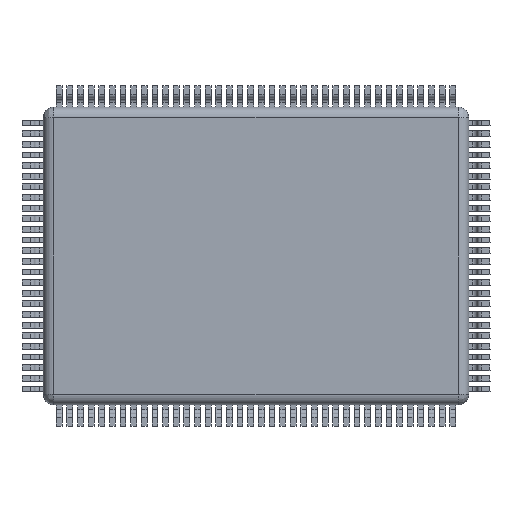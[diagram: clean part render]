
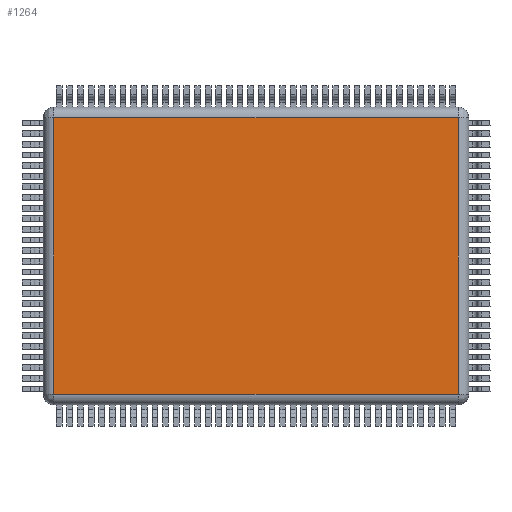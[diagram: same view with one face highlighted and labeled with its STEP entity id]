
A CAD part, front view. The second image highlights one B-rep face of the part: STEP entity #1264.
In plain terms, the highlighted planar face has unit normal (0, -1, 0).
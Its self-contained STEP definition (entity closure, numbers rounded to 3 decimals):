
#53 = CARTESIAN_POINT ( 'NONE',  ( -9.5, 0., -6.5 ) ) ;
#76 = DIRECTION ( 'NONE',  ( 0., 0., 1. ) ) ;
#96 = LINE ( 'NONE', #2179, #1103 ) ;
#188 = EDGE_LOOP ( 'NONE', ( #1149, #2683, #2750, #2355 ) ) ;
#366 = EDGE_CURVE ( 'NONE', #1308, #2633, #1882, .T. ) ;
#449 = CARTESIAN_POINT ( 'NONE',  ( -9.5, 0., 6.5 ) ) ;
#451 = EDGE_CURVE ( 'NONE', #2633, #937, #96, .T. ) ;
#529 = LINE ( 'NONE', #2126, #3101 ) ;
#604 = DIRECTION ( 'NONE',  ( 0., -1., 0. ) ) ;
#937 = VERTEX_POINT ( 'NONE', #53 ) ;
#1024 = DIRECTION ( 'NONE',  ( 1., 0., 0. ) ) ;
#1103 = VECTOR ( 'NONE', #2950, 1000. ) ;
#1149 = ORIENTED_EDGE ( 'NONE', *, *, #2331, .T. ) ;
#1179 = VERTEX_POINT ( 'NONE', #1241 ) ;
#1241 = CARTESIAN_POINT ( 'NONE',  ( 9.5, 0., -6.5 ) ) ;
#1257 = AXIS2_PLACEMENT_3D ( 'NONE', #2180, #604, #3188 ) ;
#1264 = ADVANCED_FACE ( 'NONE', ( #2278 ), #2695, .T. ) ;
#1308 = VERTEX_POINT ( 'NONE', #1556 ) ;
#1359 = CARTESIAN_POINT ( 'NONE',  ( 9.5, 0., 6.5 ) ) ;
#1556 = CARTESIAN_POINT ( 'NONE',  ( 9.5, 0., 6.5 ) ) ;
#1747 = CARTESIAN_POINT ( 'NONE',  ( 9.5, 0., -6.5 ) ) ;
#1882 = LINE ( 'NONE', #1359, #2388 ) ;
#2041 = LINE ( 'NONE', #1747, #3158 ) ;
#2126 = CARTESIAN_POINT ( 'NONE',  ( 9.5, 0., -6.5 ) ) ;
#2163 = EDGE_CURVE ( 'NONE', #937, #1179, #2041, .T. ) ;
#2179 = CARTESIAN_POINT ( 'NONE',  ( -9.5, 0., -6.5 ) ) ;
#2180 = CARTESIAN_POINT ( 'NONE',  ( 9.5, 0., -6.5 ) ) ;
#2278 = FACE_OUTER_BOUND ( 'NONE', #188, .T. ) ;
#2331 = EDGE_CURVE ( 'NONE', #1179, #1308, #529, .T. ) ;
#2355 = ORIENTED_EDGE ( 'NONE', *, *, #2163, .T. ) ;
#2363 = DIRECTION ( 'NONE',  ( -1., 0., 0. ) ) ;
#2388 = VECTOR ( 'NONE', #2363, 1000. ) ;
#2633 = VERTEX_POINT ( 'NONE', #449 ) ;
#2683 = ORIENTED_EDGE ( 'NONE', *, *, #366, .T. ) ;
#2695 = PLANE ( 'NONE',  #1257 ) ;
#2750 = ORIENTED_EDGE ( 'NONE', *, *, #451, .T. ) ;
#2950 = DIRECTION ( 'NONE',  ( 0., 0., -1. ) ) ;
#3101 = VECTOR ( 'NONE', #76, 1000. ) ;
#3158 = VECTOR ( 'NONE', #1024, 1000. ) ;
#3188 = DIRECTION ( 'NONE',  ( 0., 0., -1. ) ) ;
